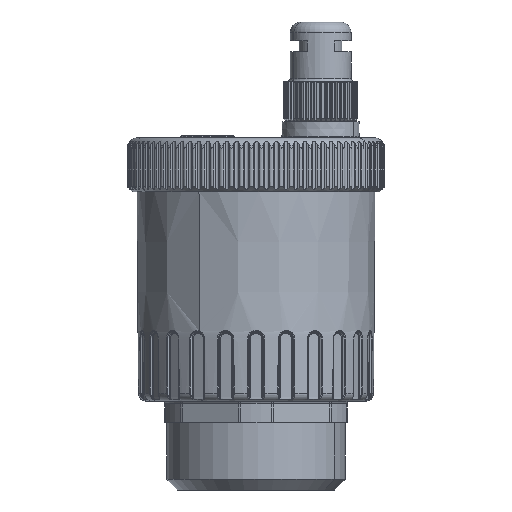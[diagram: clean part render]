
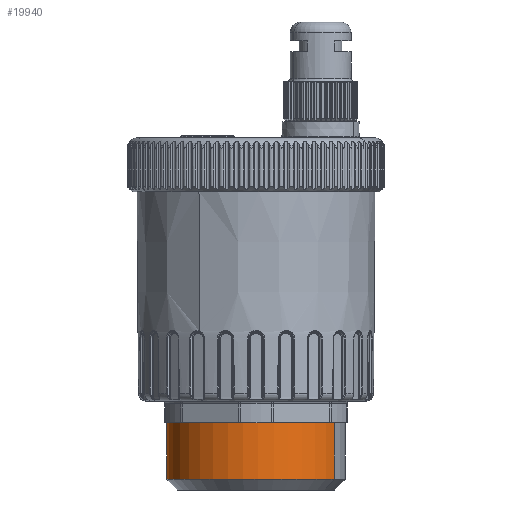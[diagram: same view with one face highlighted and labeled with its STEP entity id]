
A CAD part, left-side view. The second image highlights one B-rep face of the part: STEP entity #19940.
In plain terms, the highlighted cylindrical face has radius 16.55 mm (diameter 33.1 mm), a partial arc.
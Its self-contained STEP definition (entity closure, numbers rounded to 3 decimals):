
#19876=CARTESIAN_POINT('Vertex',(-7.515,-14.531,-52.9)) ;
#19883=CARTESIAN_POINT('Vertex',(8.354,14.517,-52.9)) ;
#19898=CARTESIAN_POINT('Axis2P3D Location',(0.42,-0.007,-52.9)) ;
#19910=CARTESIAN_POINT('Axis2P3D Location',(0.42,-0.007,-22.635)) ;
#19915=CARTESIAN_POINT('Line Origine',(8.354,14.517,-47.65)) ;
#19919=CARTESIAN_POINT('Vertex',(8.354,14.517,-42.4)) ;
#19922=CARTESIAN_POINT('Line Origine',(-7.515,-14.531,-47.65)) ;
#19926=CARTESIAN_POINT('Vertex',(-7.515,-14.531,-42.4)) ;
#19929=CARTESIAN_POINT('Axis2P3D Location',(0.42,-0.007,-42.4)) ;
#19899=DIRECTION('Axis2P3D Direction',(0.,0.,1.)) ;
#19911=DIRECTION('Axis2P3D Direction',(0.,0.,-1.)) ;
#19912=DIRECTION('Axis2P3D XDirection',(0.479,0.878,0.)) ;
#19916=DIRECTION('Vector Direction',(0.,0.,-1.)) ;
#19923=DIRECTION('Vector Direction',(0.,0.,-1.)) ;
#19930=DIRECTION('Axis2P3D Direction',(0.,0.,-1.)) ;
#19900=AXIS2_PLACEMENT_3D('Circle Axis2P3D',#19898,#19899,$) ;
#19913=AXIS2_PLACEMENT_3D('Cylinder Axis2P3D',#19910,#19911,#19912) ;
#19931=AXIS2_PLACEMENT_3D('Circle Axis2P3D',#19929,#19930,$) ;
#19935=ORIENTED_EDGE('',*,*,#19921,.T.) ;
#19936=ORIENTED_EDGE('',*,*,#19902,.F.) ;
#19937=ORIENTED_EDGE('',*,*,#19928,.F.) ;
#19938=ORIENTED_EDGE('',*,*,#19933,.T.) ;
#19917=VECTOR('Line Direction',#19916,1.) ;
#19924=VECTOR('Line Direction',#19923,1.) ;
#19940=ADVANCED_FACE('PartBody',(#19939),#19914,.T.) ;
#19901=CIRCLE('generated circle',#19900,16.55) ;
#19932=CIRCLE('generated circle',#19931,16.55) ;
#19914=CYLINDRICAL_SURFACE('generated cylinder',#19913,16.55) ;
#19902=EDGE_CURVE('',#19877,#19884,#19901,.F.) ;
#19921=EDGE_CURVE('',#19920,#19884,#19918,.T.) ;
#19928=EDGE_CURVE('',#19927,#19877,#19925,.T.) ;
#19933=EDGE_CURVE('',#19927,#19920,#19932,.T.) ;
#19934=EDGE_LOOP('',(#19935,#19936,#19937,#19938)) ;
#19939=FACE_OUTER_BOUND('',#19934,.T.) ;
#19918=LINE('Line',#19915,#19917) ;
#19925=LINE('Line',#19922,#19924) ;
#19877=VERTEX_POINT('',#19876) ;
#19884=VERTEX_POINT('',#19883) ;
#19920=VERTEX_POINT('',#19919) ;
#19927=VERTEX_POINT('',#19926) ;
